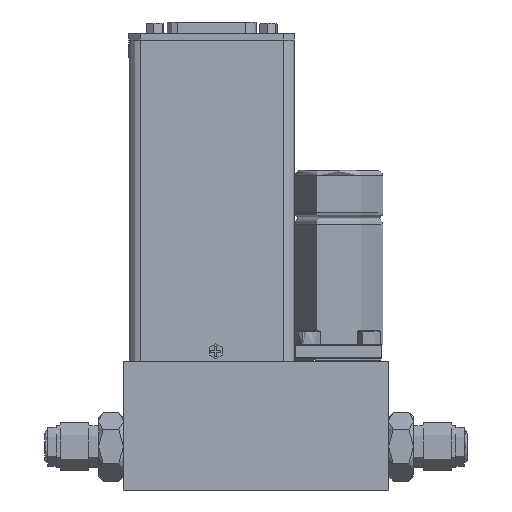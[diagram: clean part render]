
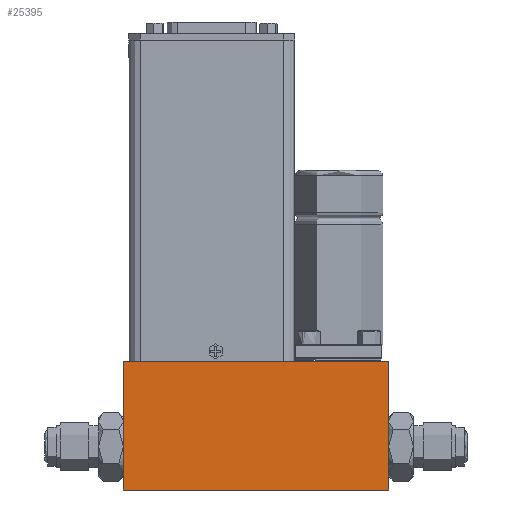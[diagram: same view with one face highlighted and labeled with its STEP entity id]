
A CAD part, front view. The second image highlights one B-rep face of the part: STEP entity #25395.
In plain terms, the highlighted planar face has unit normal (0, -1, 0).
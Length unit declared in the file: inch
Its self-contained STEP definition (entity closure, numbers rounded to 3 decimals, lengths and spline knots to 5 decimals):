
#526 = CARTESIAN_POINT ( 'NONE',  ( 1.54272, -0.01426, 0.00011 ) ) ;
#1453 = VERTEX_POINT ( 'NONE', #10344 ) ;
#3014 = CARTESIAN_POINT ( 'NONE',  ( 3.07572, -0.01426, 0.00011 ) ) ;
#3171 = DIRECTION ( 'NONE',  ( 0., 0., 1. ) ) ;
#4662 = DIRECTION ( 'NONE',  ( 1., 0., 0. ) ) ;
#5374 = DIRECTION ( 'NONE',  ( -1., 0., 0. ) ) ;
#6330 = LINE ( 'NONE', #23865, #16731 ) ;
#6899 = ORIENTED_EDGE ( 'NONE', *, *, #17847, .T. ) ;
#7338 = VECTOR ( 'NONE', #4662, 39.37008 ) ;
#7767 = CARTESIAN_POINT ( 'NONE',  ( 3.07572, -0.01426, 1.48511 ) ) ;
#8653 = CARTESIAN_POINT ( 'NONE',  ( 1.54272, -0.01426, 0.00011 ) ) ;
#8679 = ORIENTED_EDGE ( 'NONE', *, *, #15021, .T. ) ;
#8826 = EDGE_CURVE ( 'NONE', #15205, #9493, #6330, .T. ) ;
#9347 = VERTEX_POINT ( 'NONE', #11354 ) ;
#9493 = VERTEX_POINT ( 'NONE', #7767 ) ;
#10344 = CARTESIAN_POINT ( 'NONE',  ( 0.00972, -0.01426, 0.00011 ) ) ;
#10751 = DIRECTION ( 'NONE',  ( 0., 0., -1. ) ) ;
#11140 = FACE_OUTER_BOUND ( 'NONE', #17344, .T. ) ;
#11354 = CARTESIAN_POINT ( 'NONE',  ( 0.00972, -0.01426, 1.48511 ) ) ;
#13133 = LINE ( 'NONE', #19808, #17972 ) ;
#13853 = LINE ( 'NONE', #18923, #24192 ) ;
#14218 = EDGE_CURVE ( 'NONE', #1453, #15205, #17743, .T. ) ;
#15021 = EDGE_CURVE ( 'NONE', #9347, #1453, #13853, .T. ) ;
#15205 = VERTEX_POINT ( 'NONE', #3014 ) ;
#16731 = VECTOR ( 'NONE', #3171, 39.37008 ) ;
#16920 = PLANE ( 'NONE',  #21318 ) ;
#17344 = EDGE_LOOP ( 'NONE', ( #19860, #24234, #6899, #8679 ) ) ;
#17743 = LINE ( 'NONE', #526, #7338 ) ;
#17847 = EDGE_CURVE ( 'NONE', #9493, #9347, #13133, .T. ) ;
#17972 = VECTOR ( 'NONE', #5374, 39.37008 ) ;
#18923 = CARTESIAN_POINT ( 'NONE',  ( 0.00972, -0.01426, 0.00011 ) ) ;
#19808 = CARTESIAN_POINT ( 'NONE',  ( 1.54272, -0.01426, 1.48511 ) ) ;
#19860 = ORIENTED_EDGE ( 'NONE', *, *, #14218, .T. ) ;
#21017 = DIRECTION ( 'NONE',  ( 0., 0., -1. ) ) ;
#21318 = AXIS2_PLACEMENT_3D ( 'NONE', #8653, #23151, #10751 ) ;
#23151 = DIRECTION ( 'NONE',  ( 0., -1., 0. ) ) ;
#23865 = CARTESIAN_POINT ( 'NONE',  ( 3.07572, -0.01426, 0.00011 ) ) ;
#24192 = VECTOR ( 'NONE', #21017, 39.37008 ) ;
#24234 = ORIENTED_EDGE ( 'NONE', *, *, #8826, .T. ) ;
#25395 = ADVANCED_FACE ( 'NONE', ( #11140 ), #16920, .T. ) ;
